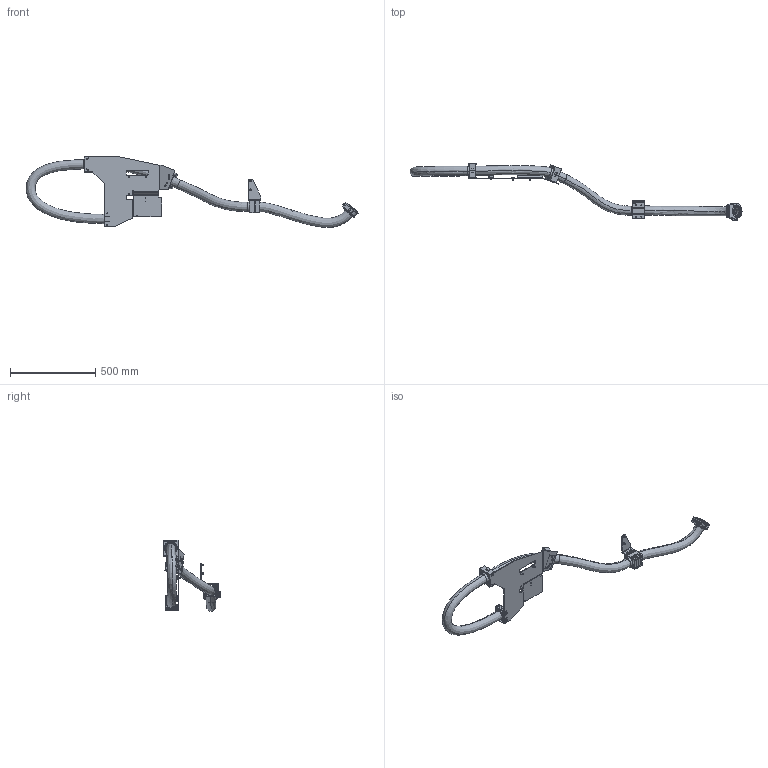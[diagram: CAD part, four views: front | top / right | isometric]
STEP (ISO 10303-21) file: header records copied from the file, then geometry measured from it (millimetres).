
FILE_DESCRIPTION (( 'STEP AP203' ), '1' );
FILE_NAME ('P2218-2.STEP', '2021-03-09T09:15:06', ( '' ), ( '' ), 'SwSTEP 2.0', 'SolidWorks 2019', '' );
FILE_SCHEMA (( 'CONFIG_CONTROL_DESIGN' ));
Products named in the file (1): P2218-2
Bounding box: 1945.51 x 335 x 416.57 mm (x, y, z)
Volume: 2546946.2 mm3; surface area: 1445952.3 mm2
Topology: 37 solids, 37 shells, 3172 faces, 8168 edges, 5059 vertices
Faces by surface type: plane 1067, cylinder 1056, bspline 678, cone 145, torus 130, sphere 96
Entity records: 191015 total; most frequent: CARTESIAN_POINT 118507, ORIENTED_EDGE 16024, DIRECTION 13851, EDGE_CURVE 8012, AXIS2_PLACEMENT_3D 5094, VERTEX_POINT 5051, VECTOR 3663, LINE 3663
